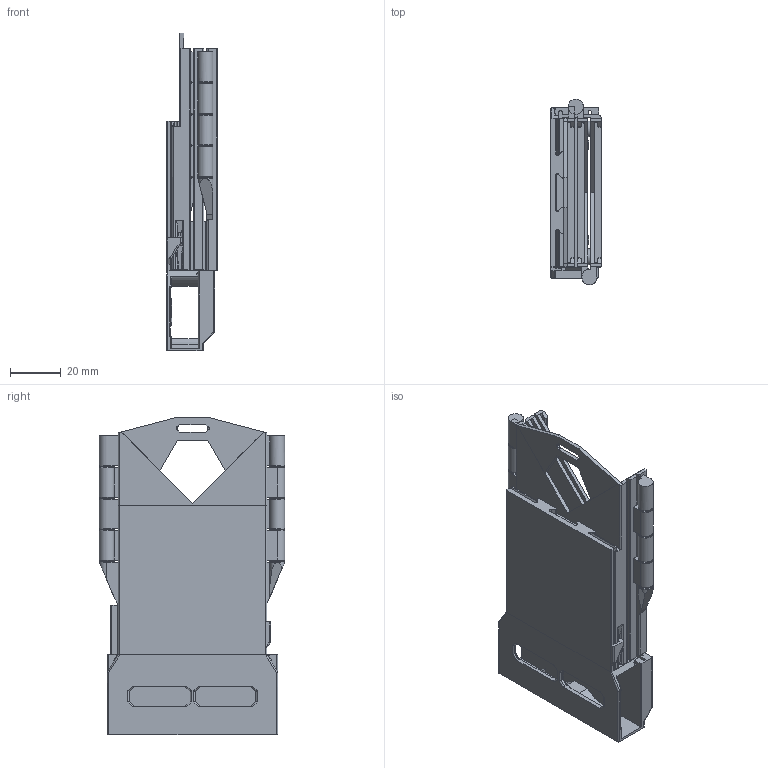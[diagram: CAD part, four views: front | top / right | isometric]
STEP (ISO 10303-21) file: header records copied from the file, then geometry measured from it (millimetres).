
FILE_DESCRIPTION(/* description */ (''),/* implementation_level */ '2;1');
FILE_NAME(/* name */ 'REISv2 v25.step',/* time_stamp */ '2024-04-20T14:07:22-10:00',/* author */ (''),/* organization */ (''),/* preprocessor_version */ 'ST-DEVELOPER v20',/* originating_system */ 'Autodesk Translation Framework v12.20.1.177',/* authorisation */ '');
FILE_SCHEMA (('AUTOMOTIVE_DESIGN { 1 0 10303 214 3 1 1 }'));
Length unit declared in the file: millimetre
Products named in the file (12): REISv2; REISv2_1; Badge Holder; Hinge; Front Badge; Middle Badge; Rear Badge; Latch; Handle; Accessories; Example Slot; RSA/SPC
Assembly tree (11 placements, depth 4):
  REISv2
    REISv2_1
      Badge Holder
        Hinge
        Front Badge
        Middle Badge
        Rear Badge
        Latch
        Handle
      Accessories
        Example Slot
        RSA/SPC
Bounding box: 20.08 x 73.15 x 125.39 mm (x, y, z)
Volume: 67195 mm3; surface area: 69451.1 mm2
Topology: 9 solids, 9 shells, 672 faces, 1800 edges, 1159 vertices
Faces by surface type: plane 353, cylinder 224, cone 36, torus 32, bspline 25, sphere 2
Full cylindrical faces by diameter (mm): 6 x4
Entity records: 22046 total; most frequent: CARTESIAN_POINT 4526, DIRECTION 3764, ORIENTED_EDGE 3596, EDGE_CURVE 1798, AXIS2_PLACEMENT_3D 1341, VERTEX_POINT 1159, LINE 1082, VECTOR 1082
